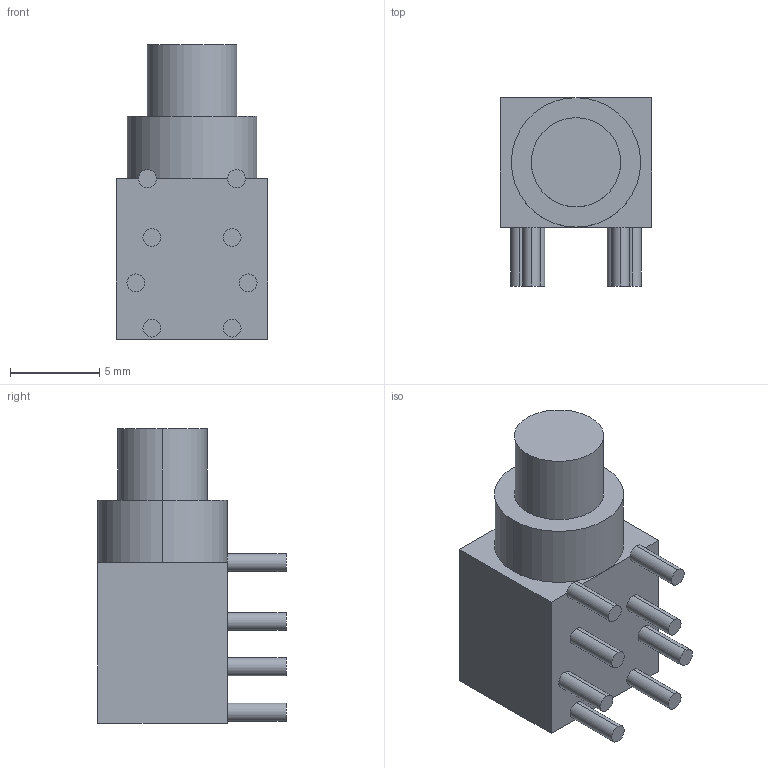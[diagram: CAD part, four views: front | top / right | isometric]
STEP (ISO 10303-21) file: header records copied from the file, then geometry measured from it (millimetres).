
FILE_DESCRIPTION (( 'STEP AP203' ), '1' );
FILE_NAME ('Switch.STEP', '2018-11-14T05:49:20', ( '' ), ( '' ), 'SwSTEP 2.0', 'SolidWorks 2017', '' );
FILE_SCHEMA (( 'CONFIG_CONTROL_DESIGN' ));
Length unit declared in the file: millimetre
Products named in the file (1): Switch
Bounding box: 8.5 x 10.55 x 16.5 mm (x, y, z)
Volume: 798.4 mm3; surface area: 633.8 mm2
Topology: 1 solids, 1 shells, 39 faces, 84 edges, 54 vertices
Faces by surface type: cylinder 20, plane 19
Entity records: 1153 total; most frequent: DIRECTION 210, CARTESIAN_POINT 178, ORIENTED_EDGE 168, AXIS2_PLACEMENT_3D 86, EDGE_CURVE 84, VERTEX_POINT 54, EDGE_LOOP 46, CIRCLE 46
